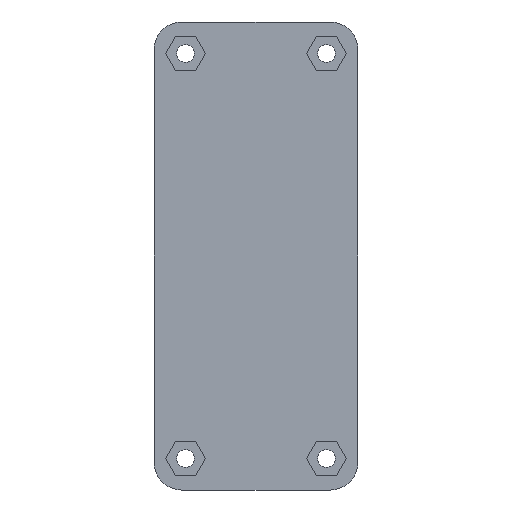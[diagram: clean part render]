
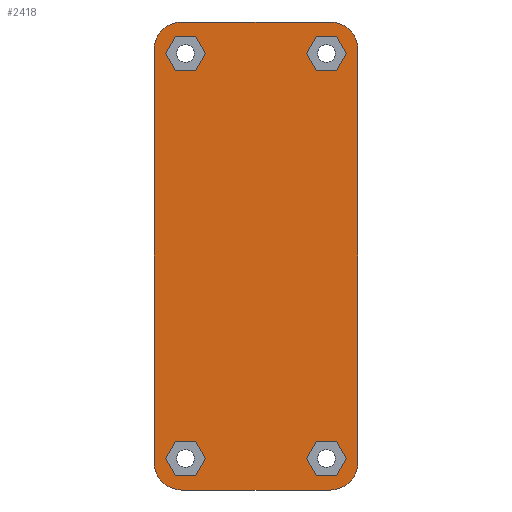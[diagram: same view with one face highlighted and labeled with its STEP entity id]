
A CAD part, front view. The second image highlights one B-rep face of the part: STEP entity #2418.
In plain terms, the highlighted planar face has unit normal (0, -1, 0).
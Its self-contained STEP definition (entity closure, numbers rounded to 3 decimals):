
#43=FACE_BOUND('',#333,.T.);
#44=FACE_BOUND('',#334,.T.);
#45=FACE_BOUND('',#335,.T.);
#46=FACE_BOUND('',#336,.T.);
#100=PLANE('',#2593);
#194=FACE_OUTER_BOUND('',#332,.T.);
#332=EDGE_LOOP('',(#1855,#1856,#1857,#1858,#1859,#1860,#1861,#1862));
#333=EDGE_LOOP('',(#1863,#1864,#1865,#1866,#1867,#1868));
#334=EDGE_LOOP('',(#1869,#1870,#1871,#1872,#1873,#1874));
#335=EDGE_LOOP('',(#1875,#1876,#1877,#1878,#1879,#1880));
#336=EDGE_LOOP('',(#1881,#1882,#1883,#1884,#1885,#1886));
#449=LINE('',#3465,#719);
#471=LINE('',#3525,#741);
#472=LINE('',#3528,#742);
#493=LINE('',#3577,#763);
#496=LINE('',#3583,#766);
#499=LINE('',#3589,#769);
#502=LINE('',#3595,#772);
#505=LINE('',#3601,#775);
#508=LINE('',#3605,#778);
#511=LINE('',#3613,#781);
#514=LINE('',#3619,#784);
#517=LINE('',#3625,#787);
#520=LINE('',#3631,#790);
#523=LINE('',#3637,#793);
#526=LINE('',#3641,#796);
#529=LINE('',#3649,#799);
#532=LINE('',#3655,#802);
#535=LINE('',#3661,#805);
#538=LINE('',#3667,#808);
#541=LINE('',#3673,#811);
#544=LINE('',#3677,#814);
#547=LINE('',#3685,#817);
#550=LINE('',#3691,#820);
#553=LINE('',#3697,#823);
#556=LINE('',#3703,#826);
#559=LINE('',#3709,#829);
#562=LINE('',#3713,#832);
#563=LINE('',#3730,#833);
#719=VECTOR('',#2765,10.);
#741=VECTOR('',#2809,10.);
#742=VECTOR('',#2812,10.);
#763=VECTOR('',#2853,10.);
#766=VECTOR('',#2858,10.);
#769=VECTOR('',#2863,10.);
#772=VECTOR('',#2868,10.);
#775=VECTOR('',#2873,10.);
#778=VECTOR('',#2878,10.);
#781=VECTOR('',#2883,10.);
#784=VECTOR('',#2888,10.);
#787=VECTOR('',#2893,10.);
#790=VECTOR('',#2898,10.);
#793=VECTOR('',#2903,10.);
#796=VECTOR('',#2908,10.);
#799=VECTOR('',#2913,10.);
#802=VECTOR('',#2918,10.);
#805=VECTOR('',#2923,10.);
#808=VECTOR('',#2928,10.);
#811=VECTOR('',#2933,10.);
#814=VECTOR('',#2938,10.);
#817=VECTOR('',#2943,10.);
#820=VECTOR('',#2948,10.);
#823=VECTOR('',#2953,10.);
#826=VECTOR('',#2958,10.);
#829=VECTOR('',#2963,10.);
#832=VECTOR('',#2968,10.);
#833=VECTOR('',#2989,10.);
#986=CIRCLE('',#2538,4.);
#994=CIRCLE('',#2549,4.);
#1003=CIRCLE('',#2594,4.);
#1004=CIRCLE('',#2595,4.);
#1067=VERTEX_POINT('',#3455);
#1068=VERTEX_POINT('',#3457);
#1070=VERTEX_POINT('',#3463);
#1096=VERTEX_POINT('',#3519);
#1097=VERTEX_POINT('',#3523);
#1098=VERTEX_POINT('',#3527);
#1115=VERTEX_POINT('',#3574);
#1116=VERTEX_POINT('',#3576);
#1118=VERTEX_POINT('',#3582);
#1120=VERTEX_POINT('',#3588);
#1122=VERTEX_POINT('',#3594);
#1124=VERTEX_POINT('',#3600);
#1127=VERTEX_POINT('',#3610);
#1128=VERTEX_POINT('',#3612);
#1130=VERTEX_POINT('',#3618);
#1132=VERTEX_POINT('',#3624);
#1134=VERTEX_POINT('',#3630);
#1136=VERTEX_POINT('',#3636);
#1139=VERTEX_POINT('',#3646);
#1140=VERTEX_POINT('',#3648);
#1142=VERTEX_POINT('',#3654);
#1144=VERTEX_POINT('',#3660);
#1146=VERTEX_POINT('',#3666);
#1148=VERTEX_POINT('',#3672);
#1151=VERTEX_POINT('',#3682);
#1152=VERTEX_POINT('',#3684);
#1154=VERTEX_POINT('',#3690);
#1156=VERTEX_POINT('',#3696);
#1158=VERTEX_POINT('',#3702);
#1160=VERTEX_POINT('',#3708);
#1165=VERTEX_POINT('',#3727);
#1166=VERTEX_POINT('',#3729);
#1299=EDGE_CURVE('',#1067,#1068,#986,.T.);
#1303=EDGE_CURVE('',#1070,#1067,#449,.T.);
#1330=EDGE_CURVE('',#1096,#1070,#994,.T.);
#1333=EDGE_CURVE('',#1097,#1096,#471,.T.);
#1334=EDGE_CURVE('',#1068,#1098,#472,.T.);
#1359=EDGE_CURVE('',#1116,#1115,#493,.T.);
#1362=EDGE_CURVE('',#1118,#1116,#496,.T.);
#1365=EDGE_CURVE('',#1120,#1118,#499,.T.);
#1368=EDGE_CURVE('',#1122,#1120,#502,.T.);
#1371=EDGE_CURVE('',#1124,#1122,#505,.T.);
#1374=EDGE_CURVE('',#1115,#1124,#508,.T.);
#1377=EDGE_CURVE('',#1128,#1127,#511,.T.);
#1380=EDGE_CURVE('',#1130,#1128,#514,.T.);
#1383=EDGE_CURVE('',#1132,#1130,#517,.T.);
#1386=EDGE_CURVE('',#1134,#1132,#520,.T.);
#1389=EDGE_CURVE('',#1136,#1134,#523,.T.);
#1392=EDGE_CURVE('',#1127,#1136,#526,.T.);
#1395=EDGE_CURVE('',#1140,#1139,#529,.T.);
#1398=EDGE_CURVE('',#1142,#1140,#532,.T.);
#1401=EDGE_CURVE('',#1144,#1142,#535,.T.);
#1404=EDGE_CURVE('',#1146,#1144,#538,.T.);
#1407=EDGE_CURVE('',#1148,#1146,#541,.T.);
#1410=EDGE_CURVE('',#1139,#1148,#544,.T.);
#1413=EDGE_CURVE('',#1152,#1151,#547,.T.);
#1416=EDGE_CURVE('',#1154,#1152,#550,.T.);
#1419=EDGE_CURVE('',#1156,#1154,#553,.T.);
#1422=EDGE_CURVE('',#1158,#1156,#556,.T.);
#1425=EDGE_CURVE('',#1160,#1158,#559,.T.);
#1428=EDGE_CURVE('',#1151,#1160,#562,.T.);
#1433=EDGE_CURVE('',#1165,#1097,#1003,.T.);
#1434=EDGE_CURVE('',#1166,#1165,#563,.T.);
#1435=EDGE_CURVE('',#1098,#1166,#1004,.T.);
#1855=ORIENTED_EDGE('',*,*,#1299,.F.);
#1856=ORIENTED_EDGE('',*,*,#1303,.F.);
#1857=ORIENTED_EDGE('',*,*,#1330,.F.);
#1858=ORIENTED_EDGE('',*,*,#1333,.F.);
#1859=ORIENTED_EDGE('',*,*,#1433,.F.);
#1860=ORIENTED_EDGE('',*,*,#1434,.F.);
#1861=ORIENTED_EDGE('',*,*,#1435,.F.);
#1862=ORIENTED_EDGE('',*,*,#1334,.F.);
#1863=ORIENTED_EDGE('',*,*,#1428,.T.);
#1864=ORIENTED_EDGE('',*,*,#1425,.T.);
#1865=ORIENTED_EDGE('',*,*,#1422,.T.);
#1866=ORIENTED_EDGE('',*,*,#1419,.T.);
#1867=ORIENTED_EDGE('',*,*,#1416,.T.);
#1868=ORIENTED_EDGE('',*,*,#1413,.T.);
#1869=ORIENTED_EDGE('',*,*,#1410,.T.);
#1870=ORIENTED_EDGE('',*,*,#1407,.T.);
#1871=ORIENTED_EDGE('',*,*,#1404,.T.);
#1872=ORIENTED_EDGE('',*,*,#1401,.T.);
#1873=ORIENTED_EDGE('',*,*,#1398,.T.);
#1874=ORIENTED_EDGE('',*,*,#1395,.T.);
#1875=ORIENTED_EDGE('',*,*,#1392,.T.);
#1876=ORIENTED_EDGE('',*,*,#1389,.T.);
#1877=ORIENTED_EDGE('',*,*,#1386,.T.);
#1878=ORIENTED_EDGE('',*,*,#1383,.T.);
#1879=ORIENTED_EDGE('',*,*,#1380,.T.);
#1880=ORIENTED_EDGE('',*,*,#1377,.T.);
#1881=ORIENTED_EDGE('',*,*,#1374,.T.);
#1882=ORIENTED_EDGE('',*,*,#1371,.T.);
#1883=ORIENTED_EDGE('',*,*,#1368,.T.);
#1884=ORIENTED_EDGE('',*,*,#1365,.T.);
#1885=ORIENTED_EDGE('',*,*,#1362,.T.);
#1886=ORIENTED_EDGE('',*,*,#1359,.T.);
#2418=ADVANCED_FACE('',(#194,#43,#44,#45,#46),#100,.F.);
#2538=AXIS2_PLACEMENT_3D('',#3458,#2758,#2759);
#2549=AXIS2_PLACEMENT_3D('',#3520,#2803,#2804);
#2593=AXIS2_PLACEMENT_3D('',#3726,#2985,#2986);
#2594=AXIS2_PLACEMENT_3D('',#3728,#2987,#2988);
#2595=AXIS2_PLACEMENT_3D('',#3731,#2990,#2991);
#2758=DIRECTION('center_axis',(0.,1.,0.));
#2759=DIRECTION('ref_axis',(0.707,0.,0.707));
#2765=DIRECTION('',(1.,0.,0.));
#2803=DIRECTION('center_axis',(0.,1.,0.));
#2804=DIRECTION('ref_axis',(-0.707,0.,0.707));
#2809=DIRECTION('',(0.,0.,1.));
#2812=DIRECTION('',(0.,0.,-1.));
#2853=DIRECTION('',(-0.5,0.,0.866));
#2858=DIRECTION('',(-1.,0.,0.));
#2863=DIRECTION('',(-0.5,0.,-0.866));
#2868=DIRECTION('',(0.5,0.,-0.866));
#2873=DIRECTION('',(1.,0.,0.));
#2878=DIRECTION('',(0.5,0.,0.866));
#2883=DIRECTION('',(-0.5,0.,0.866));
#2888=DIRECTION('',(-1.,0.,0.));
#2893=DIRECTION('',(-0.5,0.,-0.866));
#2898=DIRECTION('',(0.5,0.,-0.866));
#2903=DIRECTION('',(1.,0.,0.));
#2908=DIRECTION('',(0.5,0.,0.866));
#2913=DIRECTION('',(0.5,0.,-0.866));
#2918=DIRECTION('',(1.,0.,0.));
#2923=DIRECTION('',(0.5,0.,0.866));
#2928=DIRECTION('',(-0.5,0.,0.866));
#2933=DIRECTION('',(-1.,0.,0.));
#2938=DIRECTION('',(-0.5,0.,-0.866));
#2943=DIRECTION('',(0.5,0.,-0.866));
#2948=DIRECTION('',(1.,0.,0.));
#2953=DIRECTION('',(0.5,0.,0.866));
#2958=DIRECTION('',(-0.5,0.,0.866));
#2963=DIRECTION('',(-1.,0.,0.));
#2968=DIRECTION('',(-0.5,0.,-0.866));
#2985=DIRECTION('center_axis',(0.,1.,0.));
#2986=DIRECTION('ref_axis',(1.,0.,0.));
#2987=DIRECTION('center_axis',(0.,1.,0.));
#2988=DIRECTION('ref_axis',(-0.707,0.,-0.707));
#2989=DIRECTION('',(-1.,0.,0.));
#2990=DIRECTION('center_axis',(0.,1.,0.));
#2991=DIRECTION('ref_axis',(0.707,0.,-0.707));
#3455=CARTESIAN_POINT('',(10.7,-1.05,14.7));
#3457=CARTESIAN_POINT('',(14.7,-1.05,10.7));
#3458=CARTESIAN_POINT('Origin',(10.7,-1.05,10.7));
#3463=CARTESIAN_POINT('',(-10.7,-1.05,14.7));
#3465=CARTESIAN_POINT('',(-14.7,-1.05,14.7));
#3519=CARTESIAN_POINT('',(-14.7,-1.05,10.7));
#3520=CARTESIAN_POINT('Origin',(-10.7,-1.05,10.7));
#3523=CARTESIAN_POINT('',(-14.7,-1.05,-48.8));
#3525=CARTESIAN_POINT('',(-14.7,-1.05,-52.8));
#3527=CARTESIAN_POINT('',(14.7,-1.05,-48.8));
#3528=CARTESIAN_POINT('',(14.7,-1.05,-23.4));
#3574=CARTESIAN_POINT('',(7.273,-1.05,10.16));
#3576=CARTESIAN_POINT('',(8.717,-1.05,7.66));
#3577=CARTESIAN_POINT('',(9.285,-1.05,6.675));
#3582=CARTESIAN_POINT('',(11.603,-1.05,7.66));
#3583=CARTESIAN_POINT('',(5.802,-1.05,7.66));
#3588=CARTESIAN_POINT('',(13.047,-1.05,10.16));
#3589=CARTESIAN_POINT('',(9.216,-1.05,3.525));
#3594=CARTESIAN_POINT('',(11.603,-1.05,12.66));
#3595=CARTESIAN_POINT('',(12.894,-1.05,10.425));
#3600=CARTESIAN_POINT('',(8.717,-1.05,12.66));
#3601=CARTESIAN_POINT('',(4.358,-1.05,12.66));
#3605=CARTESIAN_POINT('',(4.164,-1.05,4.775));
#3610=CARTESIAN_POINT('',(-13.047,-1.05,10.16));
#3612=CARTESIAN_POINT('',(-11.603,-1.05,7.66));
#3613=CARTESIAN_POINT('',(-8.495,-1.05,2.275));
#3618=CARTESIAN_POINT('',(-8.717,-1.05,7.66));
#3619=CARTESIAN_POINT('',(-4.358,-1.05,7.66));
#3624=CARTESIAN_POINT('',(-7.273,-1.05,10.16));
#3625=CARTESIAN_POINT('',(-8.564,-1.05,7.925));
#3630=CARTESIAN_POINT('',(-8.717,-1.05,12.66));
#3631=CARTESIAN_POINT('',(-4.886,-1.05,6.025));
#3636=CARTESIAN_POINT('',(-11.603,-1.05,12.66));
#3637=CARTESIAN_POINT('',(-5.802,-1.05,12.66));
#3641=CARTESIAN_POINT('',(-13.616,-1.05,9.175));
#3646=CARTESIAN_POINT('',(13.047,-1.05,-48.26));
#3648=CARTESIAN_POINT('',(11.603,-1.05,-45.76));
#3649=CARTESIAN_POINT('',(8.495,-1.05,-40.375));
#3654=CARTESIAN_POINT('',(8.717,-1.05,-45.76));
#3655=CARTESIAN_POINT('',(4.358,-1.05,-45.76));
#3660=CARTESIAN_POINT('',(7.273,-1.05,-48.26));
#3661=CARTESIAN_POINT('',(8.564,-1.05,-46.025));
#3666=CARTESIAN_POINT('',(8.717,-1.05,-50.76));
#3667=CARTESIAN_POINT('',(4.886,-1.05,-44.125));
#3672=CARTESIAN_POINT('',(11.603,-1.05,-50.76));
#3673=CARTESIAN_POINT('',(5.802,-1.05,-50.76));
#3677=CARTESIAN_POINT('',(13.616,-1.05,-47.275));
#3682=CARTESIAN_POINT('',(-7.273,-1.05,-48.26));
#3684=CARTESIAN_POINT('',(-8.717,-1.05,-45.76));
#3685=CARTESIAN_POINT('',(-9.285,-1.05,-44.775));
#3690=CARTESIAN_POINT('',(-11.603,-1.05,-45.76));
#3691=CARTESIAN_POINT('',(-5.802,-1.05,-45.76));
#3696=CARTESIAN_POINT('',(-13.047,-1.05,-48.26));
#3697=CARTESIAN_POINT('',(-9.216,-1.05,-41.625));
#3702=CARTESIAN_POINT('',(-11.603,-1.05,-50.76));
#3703=CARTESIAN_POINT('',(-12.894,-1.05,-48.525));
#3708=CARTESIAN_POINT('',(-8.717,-1.05,-50.76));
#3709=CARTESIAN_POINT('',(-4.358,-1.05,-50.76));
#3713=CARTESIAN_POINT('',(-4.164,-1.05,-42.875));
#3726=CARTESIAN_POINT('Origin',(0.,-1.05,0.));
#3727=CARTESIAN_POINT('',(-10.7,-1.05,-52.8));
#3728=CARTESIAN_POINT('Origin',(-10.7,-1.05,-48.8));
#3729=CARTESIAN_POINT('',(10.7,-1.05,-52.8));
#3730=CARTESIAN_POINT('',(14.7,-1.05,-52.8));
#3731=CARTESIAN_POINT('Origin',(10.7,-1.05,-48.8));
